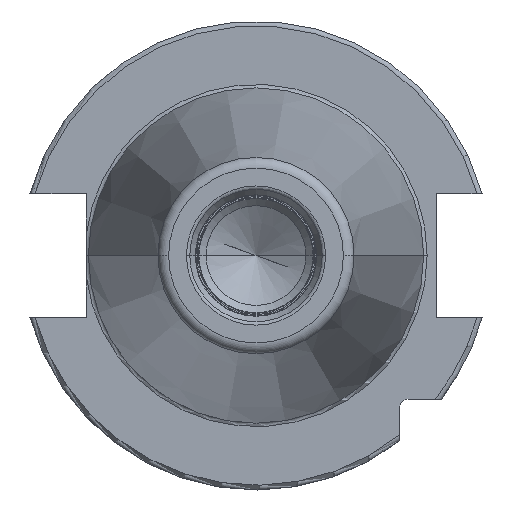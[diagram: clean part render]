
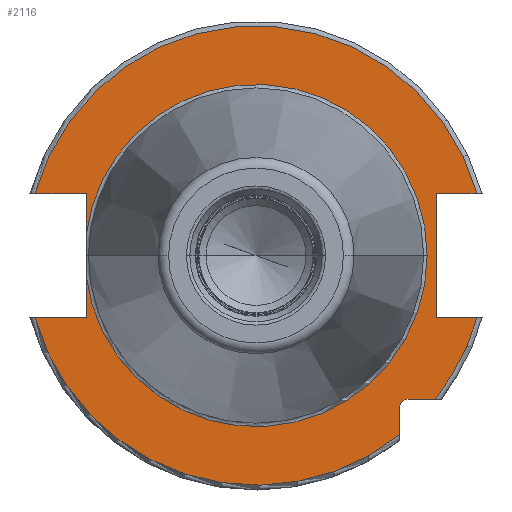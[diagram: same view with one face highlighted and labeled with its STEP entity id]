
A CAD part, left-side view. The second image highlights one B-rep face of the part: STEP entity #2116.
In plain terms, the highlighted planar face has unit normal (-1, 0, 0).
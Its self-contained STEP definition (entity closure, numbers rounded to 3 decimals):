
#117=CARTESIAN_POINT('',(3.2,0.,0.));
#118=DIRECTION('',(-1.,0.,0.));
#119=DIRECTION('',(0.,0.992,-0.124));
#120=AXIS2_PLACEMENT_3D('',#117,#118,#119);
#499=DIRECTION('',(0.,-1.,0.));
#500=VECTOR('',#499,5.654);
#501=CARTESIAN_POINT('',(3.2,-31.6,-29.85));
#502=LINE('',#501,#500);
#503=DIRECTION('',(0.,0.,1.));
#504=VECTOR('',#503,5.654);
#505=CARTESIAN_POINT('',(3.2,-29.85,-37.254));
#506=LINE('',#505,#504);
#507=CARTESIAN_POINT('',(3.2,0.,0.));
#508=DIRECTION('',(-1.,0.,0.));
#509=DIRECTION('',(0.,0.963,-0.27));
#510=AXIS2_PLACEMENT_3D('',#507,#508,#509);
#512=DIRECTION('',(0.,-1.,0.));
#513=VECTOR('',#512,10.661);
#514=CARTESIAN_POINT('',(3.2,45.961,-12.9));
#515=LINE('',#514,#513);
#516=DIRECTION('',(0.,0.,-1.));
#517=VECTOR('',#516,8.485);
#518=CARTESIAN_POINT('',(3.2,35.3,-4.415));
#519=LINE('',#518,#517);
#520=DIRECTION('',(0.,0.,-1.));
#521=VECTOR('',#520,8.485);
#522=CARTESIAN_POINT('',(3.2,35.3,12.9));
#523=LINE('',#522,#521);
#524=DIRECTION('',(0.,-1.,0.));
#525=VECTOR('',#524,10.661);
#526=CARTESIAN_POINT('',(3.2,45.961,12.9));
#527=LINE('',#526,#525);
#528=CARTESIAN_POINT('',(3.2,0.,0.));
#529=DIRECTION('',(1.,0.,0.));
#530=DIRECTION('',(0.,0.963,0.27));
#531=AXIS2_PLACEMENT_3D('',#528,#529,#530);
#533=DIRECTION('',(0.,1.,0.));
#534=VECTOR('',#533,8.461);
#535=CARTESIAN_POINT('',(3.2,-45.961,12.9));
#536=LINE('',#535,#534);
#537=DIRECTION('',(0.,0.,1.));
#538=VECTOR('',#537,25.8);
#539=CARTESIAN_POINT('',(3.2,-37.5,-12.9));
#540=LINE('',#539,#538);
#541=DIRECTION('',(0.,1.,0.));
#542=VECTOR('',#541,8.461);
#543=CARTESIAN_POINT('',(3.2,-45.961,-12.9));
#544=LINE('',#543,#542);
#545=CARTESIAN_POINT('',(3.2,0.,0.));
#546=DIRECTION('',(-1.,0.,0.));
#547=DIRECTION('',(0.,-0.78,-0.625));
#548=AXIS2_PLACEMENT_3D('',#545,#546,#547);
#559=CARTESIAN_POINT('',(3.2,-31.6,-31.6));
#560=DIRECTION('',(1.,0.,0.));
#561=DIRECTION('',(0.,1.,0.));
#562=AXIS2_PLACEMENT_3D('',#559,#560,#561);
#725=CARTESIAN_POINT('',(3.2,-37.254,-29.85));
#947=CARTESIAN_POINT('',(3.2,0.,0.));
#948=DIRECTION('',(1.,0.,0.));
#949=DIRECTION('',(0.,0.992,0.124));
#950=AXIS2_PLACEMENT_3D('',#947,#948,#949);
#1264=CARTESIAN_POINT('',(3.2,-35.575,0.));
#1266=VERTEX_POINT('',#1264);
#1390=CARTESIAN_POINT('',(3.2,45.961,12.9));
#1391=CARTESIAN_POINT('',(3.2,35.3,12.9));
#1392=VERTEX_POINT('',#1390);
#1393=VERTEX_POINT('',#1391);
#1394=CARTESIAN_POINT('',(3.2,35.3,4.415));
#1395=VERTEX_POINT('',#1394);
#1396=CARTESIAN_POINT('',(3.2,35.3,-4.415));
#1397=CARTESIAN_POINT('',(3.2,35.3,-12.9));
#1398=VERTEX_POINT('',#1396);
#1399=VERTEX_POINT('',#1397);
#1400=CARTESIAN_POINT('',(3.2,45.961,-12.9));
#1401=VERTEX_POINT('',#1400);
#1402=CARTESIAN_POINT('',(3.2,-45.961,-12.9));
#1403=CARTESIAN_POINT('',(3.2,-37.5,-12.9));
#1404=VERTEX_POINT('',#1402);
#1405=VERTEX_POINT('',#1403);
#1406=CARTESIAN_POINT('',(3.2,-37.5,12.9));
#1407=VERTEX_POINT('',#1406);
#1408=CARTESIAN_POINT('',(3.2,-45.961,12.9));
#1409=VERTEX_POINT('',#1408);
#1443=CARTESIAN_POINT('',(3.2,-29.85,-37.254));
#1444=VERTEX_POINT('',#1443);
#1449=CARTESIAN_POINT('',(3.2,-29.85,-31.6));
#1450=CARTESIAN_POINT('',(3.2,-31.6,-29.85));
#1451=VERTEX_POINT('',#1449);
#1452=VERTEX_POINT('',#1450);
#1471=VERTEX_POINT('',#725);
#2087=CARTESIAN_POINT('',(3.2,0.,0.));
#2088=DIRECTION('',(1.,0.,0.));
#2089=DIRECTION('',(0.,-1.,0.));
#2090=AXIS2_PLACEMENT_3D('',#2087,#2088,#2089);
#2091=PLANE('',#2090);
#2093=ORIENTED_EDGE('',*,*,#2092,.F.);
#2095=ORIENTED_EDGE('',*,*,#2094,.F.);
#2097=ORIENTED_EDGE('',*,*,#2096,.F.);
#2099=ORIENTED_EDGE('',*,*,#2098,.F.);
#2100=ORIENTED_EDGE('',*,*,#1688,.T.);
#2101=ORIENTED_EDGE('',*,*,#1673,.F.);
#2102=ORIENTED_EDGE('',*,*,#1650,.T.);
#2104=ORIENTED_EDGE('',*,*,#2103,.F.);
#2105=ORIENTED_EDGE('',*,*,#1668,.F.);
#2106=ORIENTED_EDGE('',*,*,#1843,.F.);
#2107=ORIENTED_EDGE('',*,*,#2082,.T.);
#2108=ORIENTED_EDGE('',*,*,#1884,.T.);
#2109=ORIENTED_EDGE('',*,*,#1789,.F.);
#2111=ORIENTED_EDGE('',*,*,#2110,.F.);
#2113=ORIENTED_EDGE('',*,*,#2112,.F.);
#2114=EDGE_LOOP('',(#2093,#2095,#2097,#2099,#2100,#2101,#2102,#2104,#2105,#2106,
#2107,#2108,#2109,#2111,#2113));
#2115=FACE_OUTER_BOUND('',#2114,.F.);
#2116=ADVANCED_FACE('',(#2115),#2091,.F.);
#121=CIRCLE('',#120,35.575);
#511=CIRCLE('',#510,47.738);
#532=CIRCLE('',#531,47.738);
#549=CIRCLE('',#548,47.738);
#563=CIRCLE('',#562,1.75);
#951=CIRCLE('',#950,35.575);
#1650=EDGE_CURVE('',#1398,#1266,#121,.T.);
#1668=EDGE_CURVE('',#1393,#1395,#523,.T.);
#1673=EDGE_CURVE('',#1398,#1399,#519,.T.);
#1688=EDGE_CURVE('',#1401,#1399,#515,.T.);
#1789=EDGE_CURVE('',#1405,#1407,#540,.T.);
#1843=EDGE_CURVE('',#1392,#1393,#527,.T.);
#1884=EDGE_CURVE('',#1409,#1407,#536,.T.);
#2082=EDGE_CURVE('',#1392,#1409,#532,.T.);
#2092=EDGE_CURVE('',#1452,#1471,#502,.T.);
#2094=EDGE_CURVE('',#1451,#1452,#563,.T.);
#2096=EDGE_CURVE('',#1444,#1451,#506,.T.);
#2098=EDGE_CURVE('',#1401,#1444,#511,.T.);
#2103=EDGE_CURVE('',#1395,#1266,#951,.T.);
#2110=EDGE_CURVE('',#1404,#1405,#544,.T.);
#2112=EDGE_CURVE('',#1471,#1404,#549,.T.);
